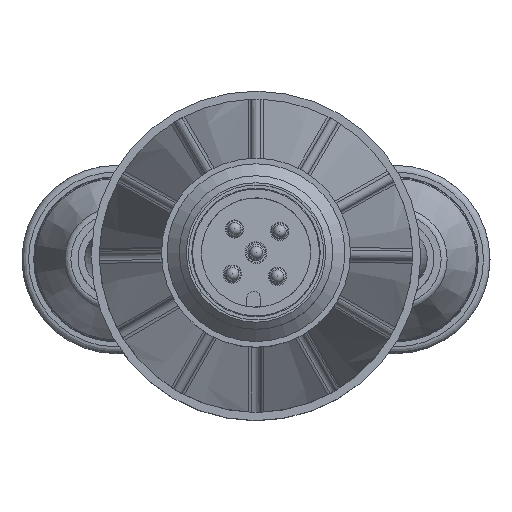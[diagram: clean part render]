
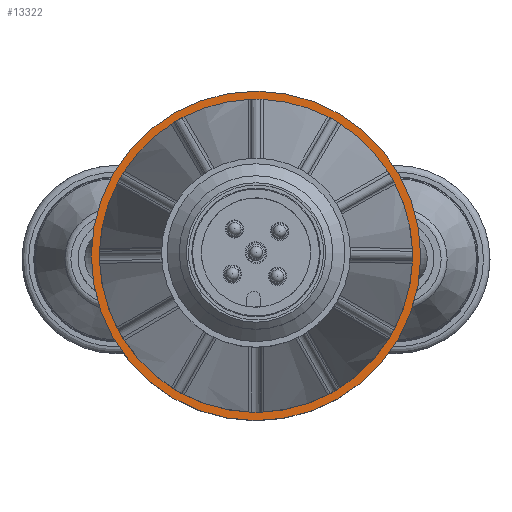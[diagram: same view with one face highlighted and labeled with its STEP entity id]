
A CAD part, top view. The second image highlights one B-rep face of the part: STEP entity #13322.
In plain terms, the highlighted planar face has unit normal (0, 0, 1).
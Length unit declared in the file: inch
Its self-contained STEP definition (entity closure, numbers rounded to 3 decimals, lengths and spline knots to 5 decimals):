
#2530=FACE_BOUND('',#4212,.T.);
#3297=FACE_OUTER_BOUND('',#4211,.T.);
#4211=EDGE_LOOP('',(#11437));
#4212=EDGE_LOOP('',(#11438));
#4741=CIRCLE('',#14502,0.445);
#4792=CIRCLE('',#14800,0.5);
#5764=VERTEX_POINT('',#26461);
#5988=VERTEX_POINT('',#28069);
#7437=EDGE_CURVE('',#5764,#5764,#4741,.T.);
#7806=EDGE_CURVE('',#5988,#5988,#4792,.T.);
#11437=ORIENTED_EDGE('',*,*,#7806,.F.);
#11438=ORIENTED_EDGE('',*,*,#7437,.F.);
#11796=PLANE('',#14799);
#13322=ADVANCED_FACE('',(#3297,#2530),#11796,.T.);
#14502=AXIS2_PLACEMENT_3D('',#26462,#17728,#17729);
#14799=AXIS2_PLACEMENT_3D('',#28068,#18448,#18449);
#14800=AXIS2_PLACEMENT_3D('',#28070,#18450,#18451);
#17728=DIRECTION('center_axis',(0.,0.,
1.));
#17729=DIRECTION('ref_axis',(1.,0.,0.));
#18448=DIRECTION('center_axis',(0.,0.,
1.));
#18449=DIRECTION('ref_axis',(0.984,-0.179,0.));
#18450=DIRECTION('center_axis',(0.,0.,
-1.));
#18451=DIRECTION('ref_axis',(-0.179,-0.984,0.));
#26461=CARTESIAN_POINT('',(0.,-0.445,-5.94277));
#26462=CARTESIAN_POINT('Origin',(0.,0.,
-5.94277));
#28068=CARTESIAN_POINT('Origin',(-0.04483,-0.24595,
-5.94277));
#28069=CARTESIAN_POINT('',(-0.08967,-0.49189,-5.94277));
#28070=CARTESIAN_POINT('Origin',(0.,0.,
-5.94277));
